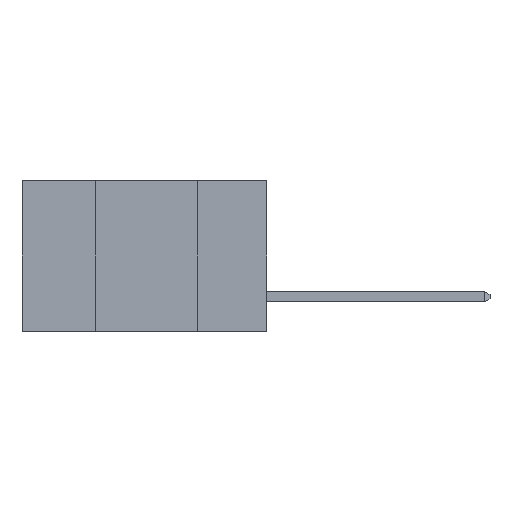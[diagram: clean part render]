
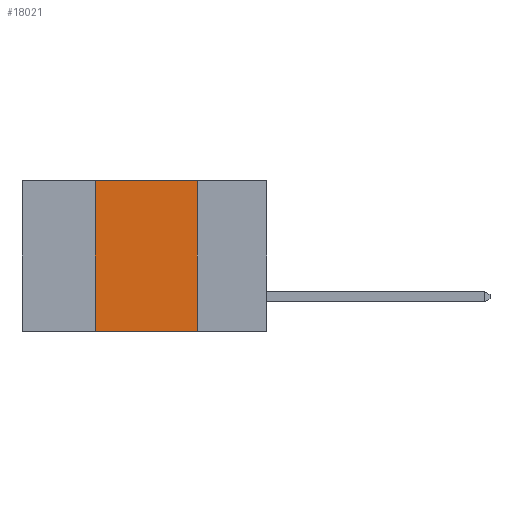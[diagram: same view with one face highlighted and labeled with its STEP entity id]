
A CAD part, left-side view. The second image highlights one B-rep face of the part: STEP entity #18021.
In plain terms, the highlighted planar face has unit normal (-1, 0, 0).
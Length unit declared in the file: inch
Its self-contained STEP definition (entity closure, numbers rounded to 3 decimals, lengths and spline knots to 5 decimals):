
#1512 = DIRECTION ( 'NONE',  ( 0., -1., 0. ) ) ;
#1617 = CARTESIAN_POINT ( 'NONE',  ( 0., 0.17, 0. ) ) ;
#3037 = ORIENTED_EDGE ( 'NONE', *, *, #4249, .F. ) ;
#4089 = EDGE_LOOP ( 'NONE', ( #14745, #8634, #3037, #9679 ) ) ;
#4249 = EDGE_CURVE ( 'NONE', #18291, #11279, #10428, .T. ) ;
#5051 = PLANE ( 'NONE',  #5932 ) ;
#5228 = DIRECTION ( 'NONE',  ( 0., -1., 0. ) ) ;
#5932 = AXIS2_PLACEMENT_3D ( 'NONE', #12779, #9592, #11118 ) ;
#6232 = VECTOR ( 'NONE', #10754, 39.37008 ) ;
#6748 = CARTESIAN_POINT ( 'NONE',  ( 0., 0.6, 0. ) ) ;
#7043 = EDGE_CURVE ( 'NONE', #11279, #8614, #15032, .T. ) ;
#7540 = LINE ( 'NONE', #13267, #16009 ) ;
#8614 = VERTEX_POINT ( 'NONE', #1617 ) ;
#8634 = ORIENTED_EDGE ( 'NONE', *, *, #7043, .F. ) ;
#9078 = EDGE_CURVE ( 'NONE', #18291, #13166, #15978, .T. ) ;
#9592 = DIRECTION ( 'NONE',  ( 1., 0., 0. ) ) ;
#9679 = ORIENTED_EDGE ( 'NONE', *, *, #9078, .T. ) ;
#10428 = LINE ( 'NONE', #17083, #6232 ) ;
#10724 = VECTOR ( 'NONE', #1512, 39.37008 ) ;
#10754 = DIRECTION ( 'NONE',  ( 0., 0., 1. ) ) ;
#11011 = CARTESIAN_POINT ( 'NONE',  ( 0., 0.6, -0.37 ) ) ;
#11118 = DIRECTION ( 'NONE',  ( 0., 0., -1. ) ) ;
#11279 = VERTEX_POINT ( 'NONE', #19255 ) ;
#11810 = VECTOR ( 'NONE', #5228, 39.37008 ) ;
#12429 = CARTESIAN_POINT ( 'NONE',  ( 0., 0.17, -0.37 ) ) ;
#12779 = CARTESIAN_POINT ( 'NONE',  ( 0., 0.6, 0. ) ) ;
#13166 = VERTEX_POINT ( 'NONE', #12429 ) ;
#13267 = CARTESIAN_POINT ( 'NONE',  ( 0., 0.17, 0. ) ) ;
#13411 = FACE_OUTER_BOUND ( 'NONE', #4089, .T. ) ;
#14745 = ORIENTED_EDGE ( 'NONE', *, *, #15114, .F. ) ;
#15032 = LINE ( 'NONE', #6748, #11810 ) ;
#15114 = EDGE_CURVE ( 'NONE', #8614, #13166, #7540, .T. ) ;
#15978 = LINE ( 'NONE', #11011, #10724 ) ;
#16009 = VECTOR ( 'NONE', #18107, 39.37008 ) ;
#17083 = CARTESIAN_POINT ( 'NONE',  ( 0., 0.42, 0. ) ) ;
#18021 = ADVANCED_FACE ( 'NONE', ( #13411 ), #5051, .F. ) ;
#18089 = CARTESIAN_POINT ( 'NONE',  ( 0., 0.42, -0.37 ) ) ;
#18107 = DIRECTION ( 'NONE',  ( 0., 0., -1. ) ) ;
#18291 = VERTEX_POINT ( 'NONE', #18089 ) ;
#19255 = CARTESIAN_POINT ( 'NONE',  ( 0., 0.42, 0. ) ) ;
